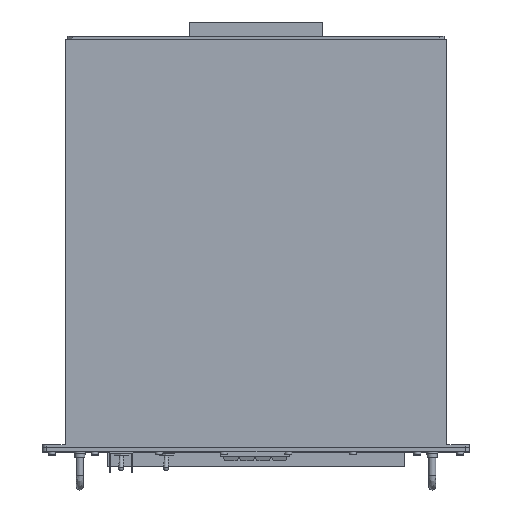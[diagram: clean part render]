
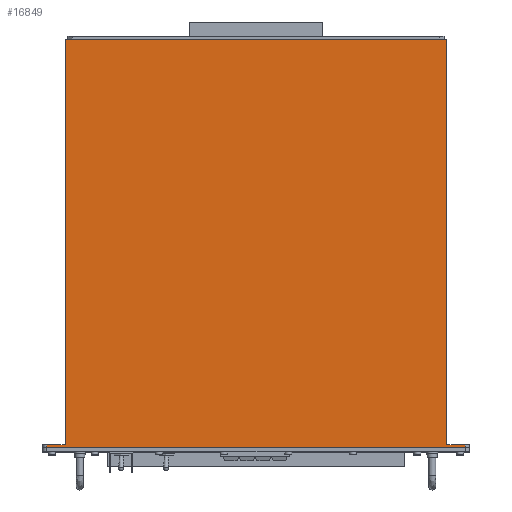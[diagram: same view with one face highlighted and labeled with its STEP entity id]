
A CAD part, top view. The second image highlights one B-rep face of the part: STEP entity #16849.
In plain terms, the highlighted free-form (B-spline) face has degree [1, 1] with [2, 2] control points.
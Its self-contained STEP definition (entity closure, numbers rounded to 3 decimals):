
#15153=CARTESIAN_POINT('V111',(448.488,
   -4.75,330.581));
#15154=VERTEX_POINT('V111',#15153);
#15155=CARTESIAN_POINT('V112',(448.488,
   453.9,330.581));
#15156=VERTEX_POINT('V112',#15155);
#15157=CARTESIAN_POINT('E151',(448.488,
   -4.75,330.581));
#15158=CARTESIAN_POINT('E151',(448.488,
   453.9,330.581));
#15159=QUASI_UNIFORM_CURVE('E151',1,(#15157,#15158),.POLYLINE_FORM.,
   .F.,.U.);
#15160=EDGE_CURVE('E151',#15154,#15156,#15159,.T.);
#15195=CARTESIAN_POINT('V113',(16.637,
   453.9,330.581));
#15196=VERTEX_POINT('V113',#15195);
#15197=CARTESIAN_POINT('V114',(16.637,-4.75,
   330.581));
#15198=VERTEX_POINT('V114',#15197);
#15199=CARTESIAN_POINT('E153',(16.637,
   453.9,330.581));
#15200=CARTESIAN_POINT('E153',(16.637,-4.75,
   330.581));
#15201=QUASI_UNIFORM_CURVE('E153',1,(#15199,#15200),.POLYLINE_FORM.,
   .F.,.U.);
#15202=EDGE_CURVE('E153',#15196,#15198,#15201,.T.);
#15249=CARTESIAN_POINT('V106',(-3.975,-4.75,
   330.581));
#15250=VERTEX_POINT('V106',#15249);
#15264=CARTESIAN_POINT('V105',(-3.975,-7.925,
   330.581));
#15265=VERTEX_POINT('V105',#15264);
#15266=CARTESIAN_POINT('E142',(-3.975,-4.75,
   330.581));
#15267=CARTESIAN_POINT('E142',(-3.975,-7.925,
   330.581));
#15268=B_SPLINE_CURVE_WITH_KNOTS('E142',1,(#15266,#15267),
   .POLYLINE_FORM.,.F.,.U.,(2,2),(0.06,
   1.06),.UNSPECIFIED.);
#15269=EDGE_CURVE('E142',#15250,#15265,#15268,.T.);
#15885=CARTESIAN_POINT('E154',(16.637,-4.75,
   330.581));
#15886=CARTESIAN_POINT('E154',(-3.975,-4.75,
   330.581));
#15887=B_SPLINE_CURVE_WITH_KNOTS('E154',1,(#15885,#15886),
   .POLYLINE_FORM.,.F.,.U.,(2,2),(0.0,0.812),
   .UNSPECIFIED.);
#15888=EDGE_CURVE('E154',#15198,#15250,#15887,.T.);
#16680=CARTESIAN_POINT('V104',(469.1,
   -4.75,330.581));
#16681=VERTEX_POINT('V104',#16680);
#16695=CARTESIAN_POINT('E150',(469.1,
   -4.75,330.581));
#16696=CARTESIAN_POINT('E150',(448.488,
   -4.75,330.581));
#16697=B_SPLINE_CURVE_WITH_KNOTS('E150',1,(#16695,#16696),
   .POLYLINE_FORM.,.F.,.U.,(2,2),(0.188,1.0),
   .UNSPECIFIED.);
#16698=EDGE_CURVE('E150',#16681,#15154,#16697,.T.);
#16763=CARTESIAN_POINT('V103',(469.1,
   -7.925,330.581));
#16764=VERTEX_POINT('V103',#16763);
#16765=CARTESIAN_POINT('E155',(-3.975,-7.925,
   330.581));
#16766=CARTESIAN_POINT('E155',(469.1,
   -7.925,330.581));
#16767=B_SPLINE_CURVE_WITH_KNOTS('E155',1,(#16765,#16766),
   .POLYLINE_FORM.,.F.,.U.,(2,2),(0.01,
   0.99),.UNSPECIFIED.);
#16768=EDGE_CURVE('E155',#15265,#16764,#16767,.T.);
#16819=CARTESIAN_POINT('E138',(469.1,
   -7.925,330.581));
#16820=CARTESIAN_POINT('E138',(469.1,
   -4.75,330.581));
#16821=B_SPLINE_CURVE_WITH_KNOTS('E138',1,(#16819,#16820),
   .POLYLINE_FORM.,.F.,.U.,(2,2),(0.06,
   1.06),.UNSPECIFIED.);
#16822=EDGE_CURVE('E138',#16764,#16681,#16821,.T.);
#16830=CARTESIAN_POINT('F50',(485.927,
   -19.47,330.581));
#16831=CARTESIAN_POINT('F50',(485.927,
   465.446,330.581));
#16832=CARTESIAN_POINT('F50',(-20.803,
   -19.47,330.581));
#16833=CARTESIAN_POINT('F50',(-20.803,
   465.446,330.581));
#16834=QUASI_UNIFORM_SURFACE('F50',1,1,((#16830,#16832),(#16831,
   #16833)),.PLANE_SURF.,.F.,.F.,.U.);
#16835=ORIENTED_EDGE('E138',*,*,#16822,.F.);
#16836=ORIENTED_EDGE('E155',*,*,#16768,.F.);
#16837=ORIENTED_EDGE('E142',*,*,#15269,.F.);
#16838=ORIENTED_EDGE('E154',*,*,#15888,.F.);
#16839=ORIENTED_EDGE('E153',*,*,#15202,.F.);
#16840=CARTESIAN_POINT('E152',(448.488,
   453.9,330.581));
#16841=CARTESIAN_POINT('E152',(16.637,
   453.9,330.581));
#16842=QUASI_UNIFORM_CURVE('E152',1,(#16840,#16841),.POLYLINE_FORM.,
   .F.,.U.);
#16843=EDGE_CURVE('E152',#15156,#15196,#16842,.T.);
#16844=ORIENTED_EDGE('E152',*,*,#16843,.F.);
#16845=ORIENTED_EDGE('E151',*,*,#15160,.F.);
#16846=ORIENTED_EDGE('E150',*,*,#16698,.F.);
#16847=EDGE_LOOP('F50',(#16835,#16836,#16837,#16838,#16839,#16844,
   #16845,#16846));
#16848=FACE_OUTER_BOUND('F50',#16847,.F.);
#16849=ADVANCED_FACE('F50',(#16848),#16834,.T.);
